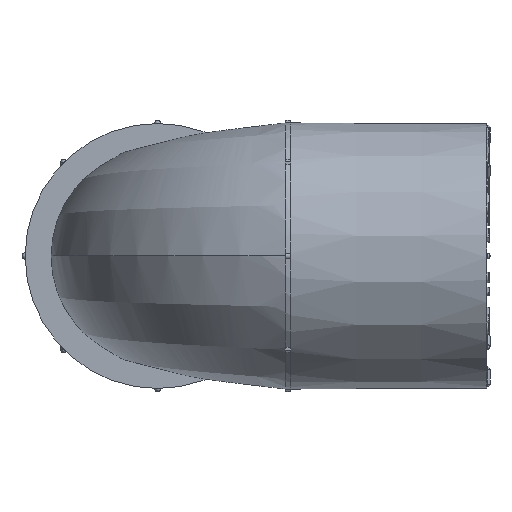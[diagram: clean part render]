
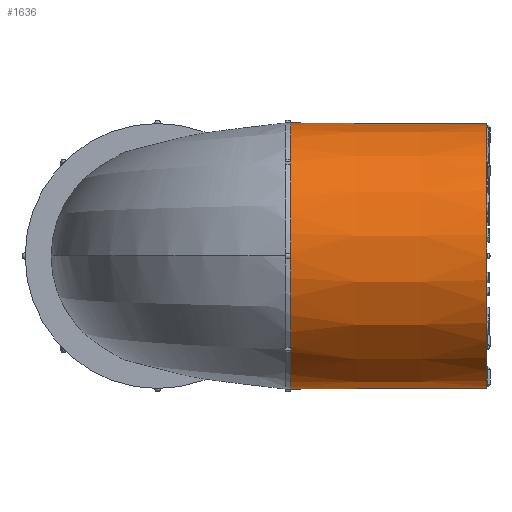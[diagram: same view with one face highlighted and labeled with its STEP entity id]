
A CAD part, left-side view. The second image highlights one B-rep face of the part: STEP entity #1636.
In plain terms, the highlighted conical face has half-angle 0.155 degrees and reference radius 12.5 mm.
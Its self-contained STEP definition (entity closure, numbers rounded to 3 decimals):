
#81=CONICAL_SURFACE('',#22934,12.5,0.155);
#1636=ADVANCED_FACE('',(#6565,#6566),#81,.T.);
#3860=CIRCLE('',#22643,12.5);
#3997=CIRCLE('',#22890,12.55);
#3998=CIRCLE('',#22892,12.55);
#3999=CIRCLE('',#22896,12.55);
#4000=CIRCLE('',#22898,12.55);
#4008=CIRCLE('',#22918,12.55);
#4009=CIRCLE('',#22920,12.55);
#4010=CIRCLE('',#22922,12.55);
#4011=CIRCLE('',#22924,12.55);
#4012=CIRCLE('',#22926,12.55);
#4013=CIRCLE('',#22927,12.55);
#4014=CIRCLE('',#22928,12.55);
#4015=CIRCLE('',#22929,12.55);
#4016=CIRCLE('',#22930,12.55);
#4017=CIRCLE('',#22931,12.55);
#4018=CIRCLE('',#22932,12.55);
#4019=CIRCLE('',#22933,12.55);
#6565=FACE_BOUND('',#6778,.T.);
#6566=FACE_BOUND('',#6779,.T.);
#6778=EDGE_LOOP('',(#9262,#9263,#9264,#9265,#9266,#9267,#9268,#9269,#9270,
#9271,#9272,#9273,#9274,#9275,#9276,#9277));
#6779=EDGE_LOOP('',(#9278));
#9262=ORIENTED_EDGE('',*,*,#18216,.T.);
#9263=ORIENTED_EDGE('',*,*,#18178,.T.);
#9264=ORIENTED_EDGE('',*,*,#18217,.T.);
#9265=ORIENTED_EDGE('',*,*,#18213,.T.);
#9266=ORIENTED_EDGE('',*,*,#18218,.T.);
#9267=ORIENTED_EDGE('',*,*,#18210,.T.);
#9268=ORIENTED_EDGE('',*,*,#18219,.T.);
#9269=ORIENTED_EDGE('',*,*,#18179,.T.);
#9270=ORIENTED_EDGE('',*,*,#18220,.T.);
#9271=ORIENTED_EDGE('',*,*,#18182,.T.);
#9272=ORIENTED_EDGE('',*,*,#18221,.T.);
#9273=ORIENTED_EDGE('',*,*,#18208,.T.);
#9274=ORIENTED_EDGE('',*,*,#18222,.T.);
#9275=ORIENTED_EDGE('',*,*,#18204,.T.);
#9276=ORIENTED_EDGE('',*,*,#18223,.T.);
#9277=ORIENTED_EDGE('',*,*,#18183,.T.);
#9278=ORIENTED_EDGE('',*,*,#17532,.F.);
#15258=VERTEX_POINT('',#30770);
#15791=VERTEX_POINT('',#34103);
#15792=VERTEX_POINT('',#34105);
#15805=VERTEX_POINT('',#39502);
#15806=VERTEX_POINT('',#39504);
#15807=VERTEX_POINT('',#39511);
#15808=VERTEX_POINT('',#39515);
#15809=VERTEX_POINT('',#39519);
#15810=VERTEX_POINT('',#39523);
#15826=VERTEX_POINT('',#39621);
#15827=VERTEX_POINT('',#39622);
#15828=VERTEX_POINT('',#39636);
#15829=VERTEX_POINT('',#39638);
#15830=VERTEX_POINT('',#39645);
#15831=VERTEX_POINT('',#39646);
#15832=VERTEX_POINT('',#39657);
#15833=VERTEX_POINT('',#39658);
#17532=EDGE_CURVE('',#15258,#15258,#3860,.T.);
#18178=EDGE_CURVE('',#15805,#15807,#3997,.T.);
#18179=EDGE_CURVE('',#15808,#15792,#3998,.T.);
#18182=EDGE_CURVE('',#15791,#15809,#3999,.T.);
#18183=EDGE_CURVE('',#15810,#15806,#4000,.T.);
#18204=EDGE_CURVE('',#15826,#15827,#4008,.T.);
#18208=EDGE_CURVE('',#15829,#15828,#4009,.T.);
#18210=EDGE_CURVE('',#15830,#15831,#4010,.T.);
#18213=EDGE_CURVE('',#15832,#15833,#4011,.T.);
#18216=EDGE_CURVE('',#15806,#15805,#4012,.T.);
#18217=EDGE_CURVE('',#15807,#15832,#4013,.T.);
#18218=EDGE_CURVE('',#15833,#15830,#4014,.T.);
#18219=EDGE_CURVE('',#15831,#15808,#4015,.T.);
#18220=EDGE_CURVE('',#15792,#15791,#4016,.T.);
#18221=EDGE_CURVE('',#15809,#15829,#4017,.T.);
#18222=EDGE_CURVE('',#15828,#15826,#4018,.T.);
#18223=EDGE_CURVE('',#15827,#15810,#4019,.T.);
#22643=AXIS2_PLACEMENT_3D('',#30769,#24242,#24243);
#22890=AXIS2_PLACEMENT_3D('',#39512,#24842,#24843);
#22892=AXIS2_PLACEMENT_3D('',#39514,#24846,#24847);
#22896=AXIS2_PLACEMENT_3D('',#39520,#24854,#24855);
#22898=AXIS2_PLACEMENT_3D('',#39522,#24858,#24859);
#22918=AXIS2_PLACEMENT_3D('',#39620,#24900,#24901);
#22920=AXIS2_PLACEMENT_3D('',#39637,#24904,#24905);
#22922=AXIS2_PLACEMENT_3D('',#39644,#24908,#24909);
#22924=AXIS2_PLACEMENT_3D('',#39656,#24912,#24913);
#22926=AXIS2_PLACEMENT_3D('',#39668,#24916,#24917);
#22927=AXIS2_PLACEMENT_3D('',#39669,#24918,#24919);
#22928=AXIS2_PLACEMENT_3D('',#39670,#24920,#24921);
#22929=AXIS2_PLACEMENT_3D('',#39671,#24922,#24923);
#22930=AXIS2_PLACEMENT_3D('',#39672,#24924,#24925);
#22931=AXIS2_PLACEMENT_3D('',#39673,#24926,#24927);
#22932=AXIS2_PLACEMENT_3D('',#39674,#24928,#24929);
#22933=AXIS2_PLACEMENT_3D('',#39675,#24930,#24931);
#22934=AXIS2_PLACEMENT_3D('',#39676,#24932,#24933);
#24242=DIRECTION('',(0.,-1.,0.));
#24243=DIRECTION('',(0.,0.,-1.));
#24842=DIRECTION('',(0.,-1.,0.));
#24843=DIRECTION('',(0.,0.,-1.));
#24846=DIRECTION('',(0.,-1.,0.));
#24847=DIRECTION('',(0.,0.,-1.));
#24854=DIRECTION('',(0.,-1.,0.));
#24855=DIRECTION('',(0.,0.,-1.));
#24858=DIRECTION('',(0.,-1.,0.));
#24859=DIRECTION('',(0.,0.,-1.));
#24900=DIRECTION('',(0.,-1.,0.));
#24901=DIRECTION('',(0.,0.,-1.));
#24904=DIRECTION('',(0.,-1.,0.));
#24905=DIRECTION('',(0.,0.,-1.));
#24908=DIRECTION('',(0.,-1.,0.));
#24909=DIRECTION('',(0.,0.,-1.));
#24912=DIRECTION('',(0.,-1.,0.));
#24913=DIRECTION('',(0.,0.,-1.));
#24916=DIRECTION('',(0.,-1.,0.));
#24917=DIRECTION('',(0.,0.,1.));
#24918=DIRECTION('',(0.,-1.,0.));
#24919=DIRECTION('',(0.,0.,1.));
#24920=DIRECTION('',(0.,-1.,0.));
#24921=DIRECTION('',(0.,0.,1.));
#24922=DIRECTION('',(0.,-1.,0.));
#24923=DIRECTION('',(0.,0.,1.));
#24924=DIRECTION('',(0.,-1.,0.));
#24925=DIRECTION('',(0.,0.,1.));
#24926=DIRECTION('',(0.,-1.,0.));
#24927=DIRECTION('',(0.,0.,1.));
#24928=DIRECTION('',(0.,-1.,0.));
#24929=DIRECTION('',(0.,0.,1.));
#24930=DIRECTION('',(0.,-1.,0.));
#24931=DIRECTION('',(0.,0.,1.));
#24932=DIRECTION('',(0.,1.,0.));
#24933=DIRECTION('',(0.,0.,1.));
#30769=CARTESIAN_POINT('',(7958.725,4247.644,0.));
#30770=CARTESIAN_POINT('',(7958.725,4247.644,-12.5));
#34103=CARTESIAN_POINT('',(7971.272,4266.144,0.257));
#34105=CARTESIAN_POINT('',(7971.272,4266.144,-0.257));
#39502=CARTESIAN_POINT('',(7946.178,4266.144,-0.257));
#39504=CARTESIAN_POINT('',(7946.178,4266.144,0.257));
#39511=CARTESIAN_POINT('',(7949.594,4266.144,-8.61));
#39512=CARTESIAN_POINT('',(7958.725,4266.144,0.));
#39514=CARTESIAN_POINT('',(7958.725,4266.144,0.));
#39515=CARTESIAN_POINT('',(7967.856,4266.144,-8.61));
#39519=CARTESIAN_POINT('',(7967.856,4266.144,8.61));
#39520=CARTESIAN_POINT('',(7958.725,4266.144,0.));
#39522=CARTESIAN_POINT('',(7958.725,4266.144,0.));
#39523=CARTESIAN_POINT('',(7949.594,4266.144,8.61));
#39620=CARTESIAN_POINT('',(7958.725,4266.144,0.));
#39621=CARTESIAN_POINT('',(7958.468,4266.144,12.547));
#39622=CARTESIAN_POINT('',(7950.034,4266.144,9.054));
#39636=CARTESIAN_POINT('',(7958.982,4266.144,12.547));
#39637=CARTESIAN_POINT('',(7958.725,4266.144,0.));
#39638=CARTESIAN_POINT('',(7967.416,4266.144,9.054));
#39644=CARTESIAN_POINT('',(7958.725,4266.144,0.));
#39645=CARTESIAN_POINT('',(7958.982,4266.144,-12.547));
#39646=CARTESIAN_POINT('',(7967.416,4266.144,-9.054));
#39656=CARTESIAN_POINT('',(7958.725,4266.144,0.));
#39657=CARTESIAN_POINT('',(7950.034,4266.144,-9.054));
#39658=CARTESIAN_POINT('',(7958.468,4266.144,-12.547));
#39668=CARTESIAN_POINT('',(7958.725,4266.144,0.));
#39669=CARTESIAN_POINT('',(7958.725,4266.144,0.));
#39670=CARTESIAN_POINT('',(7958.725,4266.144,0.));
#39671=CARTESIAN_POINT('',(7958.725,4266.144,0.));
#39672=CARTESIAN_POINT('',(7958.725,4266.144,0.));
#39673=CARTESIAN_POINT('',(7958.725,4266.144,0.));
#39674=CARTESIAN_POINT('',(7958.725,4266.144,0.));
#39675=CARTESIAN_POINT('',(7958.725,4266.144,0.));
#39676=CARTESIAN_POINT('',(7958.725,4247.644,0.));
